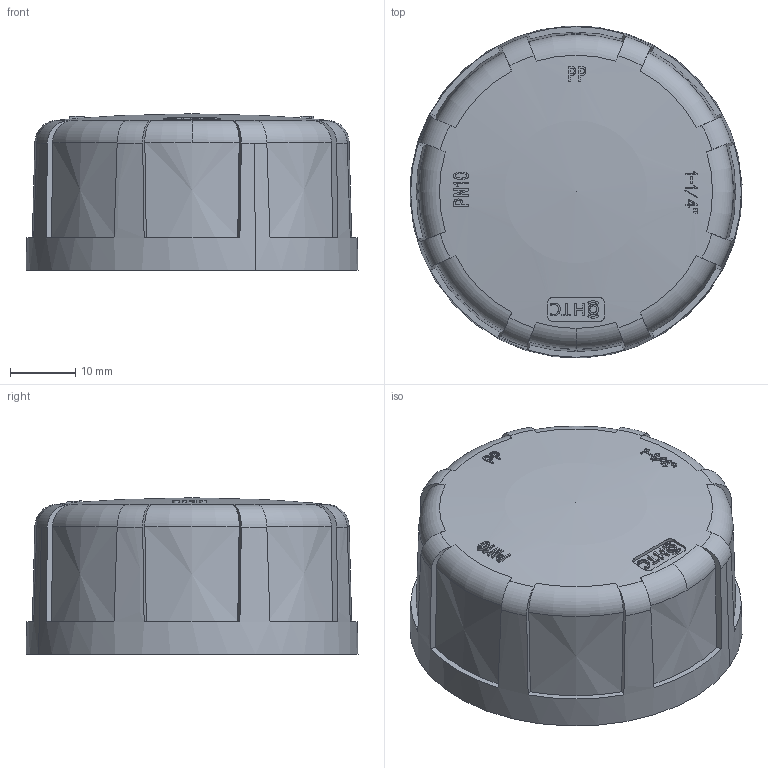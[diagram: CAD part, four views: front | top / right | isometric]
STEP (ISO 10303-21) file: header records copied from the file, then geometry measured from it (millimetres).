
FILE_DESCRIPTION (( 'STEP AP214' ), '1' );
FILE_NAME ('蚾饜极 1 1-4.STEP', '2025-07-08T05:37:31', ( '' ), ( '' ), 'SwSTEP 2.0', 'SolidWorks 2023', '' );
FILE_SCHEMA (( 'AUTOMOTIVE_DESIGN' ));
Length unit declared in the file: millimetre
Products named in the file (3): 2023-090; PF0816-3; 装配体 1 1-4
Assembly tree (2 placements, depth 2):
  装配体 1 1-4
    PF0816-3
    2023-090
Bounding box: 50.95 x 50.95 x 24 mm (x, y, z)
Volume: 21188 mm3; surface area: 13458.6 mm2
Topology: 2 solids, 2 shells, 296 faces, 776 edges, 506 vertices
Faces by surface type: plane 161, cylinder 53, bspline 26, torus 25, sphere 19, cone 12
Entity records: 12528 total; most frequent: CARTESIAN_POINT 5347, ORIENTED_EDGE 1534, DIRECTION 1439, EDGE_CURVE 767, AXIS2_PLACEMENT_3D 562, VERTEX_POINT 504, EDGE_LOOP 327, LINE 315
